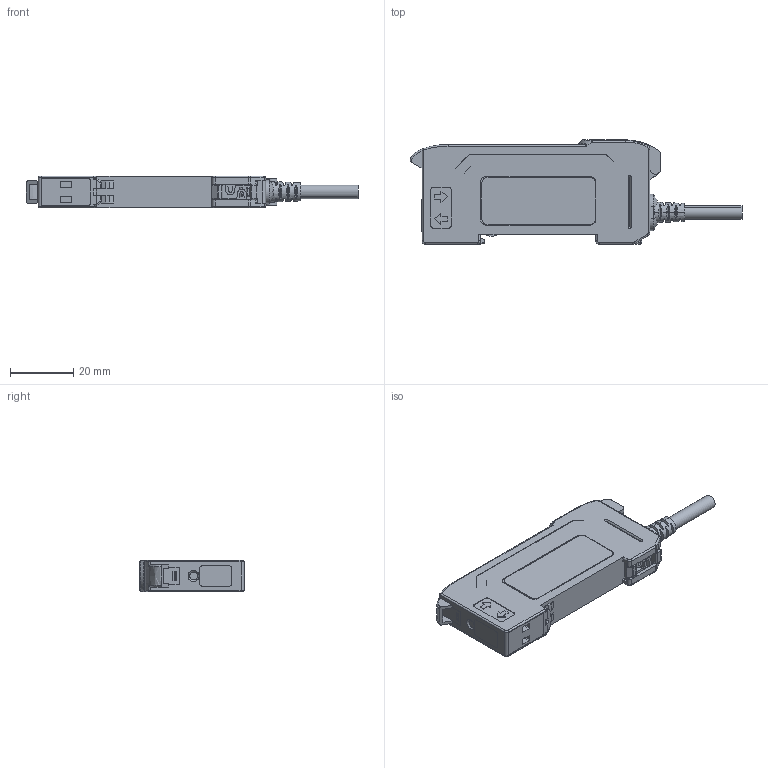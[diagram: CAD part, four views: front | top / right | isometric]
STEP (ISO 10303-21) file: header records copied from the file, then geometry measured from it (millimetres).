
FILE_DESCRIPTION((''),'2;1');
FILE_NAME('177888_SM01_ASM','2022-07-01T08:54:05',('PDMAdmin'),('BANNER ENGINEERING'),'CREO PARAMETRIC BY PTC INC, 2019292','CREO PARAMETRIC BY PTC INC, 2019292','');
FILE_SCHEMA(('CONFIG_CONTROL_DESIGN'));
Length unit declared in the file: millimetre
Products named in the file (2): 177888_EP01; 177888_SM01_ASM
Assembly tree (1 placements, depth 2):
  177888_SM01_ASM
    177888_EP01
Bounding box: 105 x 33 x 10.1 mm (x, y, z)
Volume: 20659.7 mm3; surface area: 13101.3 mm2
Topology: 1 solids, 1 shells, 791 faces, 2154 edges, 1371 vertices
Faces by surface type: plane 470, cylinder 235, bspline 30, sphere 22, torus 19, cone 12, extrusion 3
Entity records: 27352 total; most frequent: CARTESIAN_POINT 7643, ORIENTED_EDGE 4280, DIRECTION 3834, EDGE_CURVE 2140, VECTOR 1470, LINE 1467, VERTEX_POINT 1371, AXIS2_PLACEMENT_3D 1182
